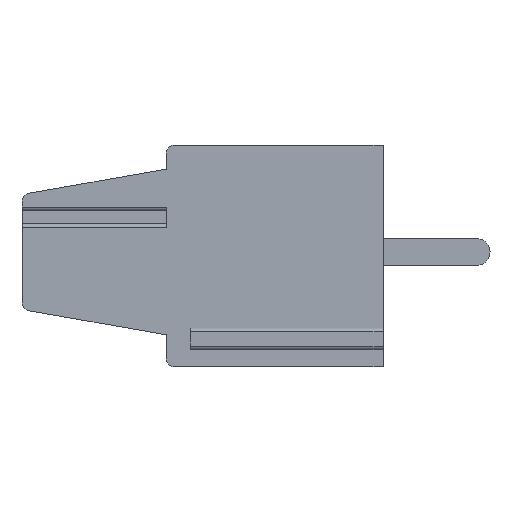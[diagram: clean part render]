
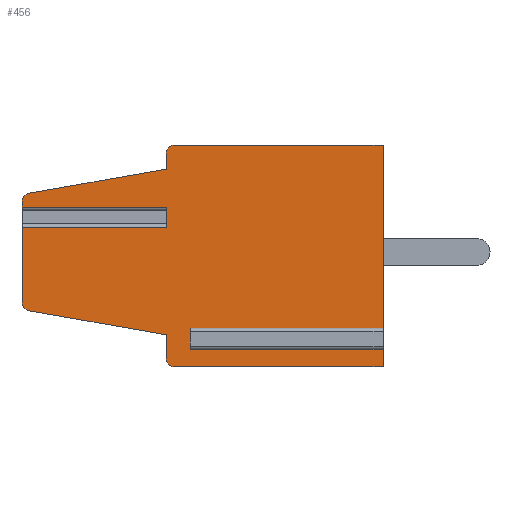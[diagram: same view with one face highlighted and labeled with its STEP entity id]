
A CAD part, left-side view. The second image highlights one B-rep face of the part: STEP entity #456.
In plain terms, the highlighted planar face has unit normal (-1, 0, 0).
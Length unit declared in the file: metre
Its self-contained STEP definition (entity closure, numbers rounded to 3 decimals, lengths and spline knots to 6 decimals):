
#456=ADVANCED_FACE('',(#928),#929,.T.);
#928=FACE_OUTER_BOUND('',#1399,.T.);
#929=PLANE('',#1400);
#1399=EDGE_LOOP('',(#2736,#2737,#2738,#2739,#2740,#2741,#2742,#2743,#2744,#2745,#2746,#2747,#2748,#2749,#2750,#2751,#2752,#2753,#2754,#2755));
#1400=AXIS2_PLACEMENT_3D('',#2756,#2757,#2758);
#2736=ORIENTED_EDGE('',*,*,#2985,.T.);
#2737=ORIENTED_EDGE('',*,*,#3118,.T.);
#2738=ORIENTED_EDGE('',*,*,#3255,.T.);
#2739=ORIENTED_EDGE('',*,*,#3150,.T.);
#2740=ORIENTED_EDGE('',*,*,#2880,.T.);
#2741=ORIENTED_EDGE('',*,*,#2900,.T.);
#2742=ORIENTED_EDGE('',*,*,#3031,.F.);
#2743=ORIENTED_EDGE('',*,*,#2932,.T.);
#2744=ORIENTED_EDGE('',*,*,#3074,.F.);
#2745=ORIENTED_EDGE('',*,*,#3301,.F.);
#2746=ORIENTED_EDGE('',*,*,#3026,.F.);
#2747=ORIENTED_EDGE('',*,*,#3269,.T.);
#2748=ORIENTED_EDGE('',*,*,#3308,.T.);
#2749=ORIENTED_EDGE('',*,*,#3214,.T.);
#2750=ORIENTED_EDGE('',*,*,#3174,.T.);
#2751=ORIENTED_EDGE('',*,*,#2823,.T.);
#2752=ORIENTED_EDGE('',*,*,#2992,.T.);
#2753=ORIENTED_EDGE('',*,*,#3251,.F.);
#2754=ORIENTED_EDGE('',*,*,#3110,.T.);
#2755=ORIENTED_EDGE('',*,*,#3325,.T.);
#2756=CARTESIAN_POINT('',(0.0,0.,-0.008525));
#2757=DIRECTION('',(-1.0,0.0,0.0));
#2758=DIRECTION('',(0.0,0.0,1.0));
#2823=EDGE_CURVE('',#3379,#3383,#3385,.T.);
#2880=EDGE_CURVE('',#3482,#3486,#3488,.T.);
#2900=EDGE_CURVE('',#3486,#3522,#3524,.T.);
#2932=EDGE_CURVE('',#3580,#3578,#3581,.T.);
#2985=EDGE_CURVE('',#3664,#3662,#3665,.T.);
#2992=EDGE_CURVE('',#3383,#3675,#3677,.T.);
#3026=EDGE_CURVE('',#3730,#3732,#3733,.T.);
#3031=EDGE_CURVE('',#3580,#3522,#3739,.T.);
#3074=EDGE_CURVE('',#3800,#3578,#3801,.T.);
#3110=EDGE_CURVE('',#3851,#3855,#3857,.T.);
#3118=EDGE_CURVE('',#3662,#3865,#3867,.T.);
#3150=EDGE_CURVE('',#3915,#3482,#3917,.T.);
#3174=EDGE_CURVE('',#3943,#3379,#3945,.T.);
#3214=EDGE_CURVE('',#4001,#3943,#4003,.T.);
#3251=EDGE_CURVE('',#3851,#3675,#4046,.T.);
#3255=EDGE_CURVE('',#3865,#3915,#4050,.T.);
#3269=EDGE_CURVE('',#3730,#4066,#4068,.T.);
#3301=EDGE_CURVE('',#3732,#3800,#4104,.T.);
#3308=EDGE_CURVE('',#4066,#4001,#4113,.T.);
#3325=EDGE_CURVE('',#3855,#3664,#4131,.T.);
#3379=VERTEX_POINT('',#4197);
#3383=VERTEX_POINT('',#4202);
#3385=CIRCLE('',#4205,0.0003);
#3482=VERTEX_POINT('',#4333);
#3486=VERTEX_POINT('',#4338);
#3488=CIRCLE('',#4341,0.0003);
#3522=VERTEX_POINT('',#4391);
#3524=LINE('',#4394,#4395);
#3578=VERTEX_POINT('',#4469);
#3580=VERTEX_POINT('',#4471);
#3581=LINE('',#4472,#4473);
#3662=VERTEX_POINT('',#4585);
#3664=VERTEX_POINT('',#4588);
#3665=LINE('',#4589,#4590);
#3675=VERTEX_POINT('',#4603);
#3677=LINE('',#4605,#4606);
#3730=VERTEX_POINT('',#4681);
#3732=VERTEX_POINT('',#4684);
#3733=LINE('',#4685,#4686);
#3739=LINE('',#4695,#4696);
#3800=VERTEX_POINT('',#4784);
#3801=LINE('',#4785,#4786);
#3851=VERTEX_POINT('',#4855);
#3855=VERTEX_POINT('',#4860);
#3857=LINE('',#4862,#4863);
#3865=VERTEX_POINT('',#4872);
#3867=CIRCLE('',#4875,0.0003);
#3915=VERTEX_POINT('',#4943);
#3917=LINE('',#4946,#4947);
#3943=VERTEX_POINT('',#4983);
#3945=LINE('',#4986,#4987);
#4001=VERTEX_POINT('',#5065);
#4003=LINE('',#5068,#5069);
#4046=LINE('',#5132,#5133);
#4050=LINE('',#5138,#5139);
#4066=VERTEX_POINT('',#5163);
#4068=LINE('',#5166,#5167);
#4104=LINE('',#5218,#5219);
#4113=CIRCLE('',#5231,0.0003);
#4131=LINE('',#5253,#5254);
#4197=CARTESIAN_POINT('',(0.0,0.013252,-0.001806));
#4202=CARTESIAN_POINT('',(0.0,0.0135,-0.002102));
#4205=AXIS2_PLACEMENT_3D('',#5301,#5302,#5303);
#4333=CARTESIAN_POINT('',(0.0,0.0081,-0.008));
#4338=CARTESIAN_POINT('',(0.0,0.0078,-0.0083));
#4341=AXIS2_PLACEMENT_3D('',#5376,#5377,#5378);
#4391=CARTESIAN_POINT('',(0.0,0.,-0.0083));
#4394=CARTESIAN_POINT('',(0.0,0.,-0.0083));
#4395=VECTOR('',#5396,1.0);
#4469=CARTESIAN_POINT('',(0.,0.0072,-0.00758));
#4471=CARTESIAN_POINT('',(0.0,0.,-0.00758));
#4472=CARTESIAN_POINT('',(0.,0.,-0.00758));
#4473=VECTOR('',#5432,1.0);
#4585=CARTESIAN_POINT('',(0.0,0.0135,-0.005898));
#4588=CARTESIAN_POINT('',(0.,0.0135,-0.00308));
#4589=CARTESIAN_POINT('',(0.0,0.0135,-0.00615));
#4590=VECTOR('',#5492,1.0);
#4603=CARTESIAN_POINT('',(0.,0.0135,-0.00232));
#4605=CARTESIAN_POINT('',(0.0,0.0135,-0.00615));
#4606=VECTOR('',#5505,1.0);
#4681=CARTESIAN_POINT('',(0.0,0.0,0.0));
#4684=CARTESIAN_POINT('',(0.0,0.,-0.00692));
#4685=CARTESIAN_POINT('',(0.0,0.0,0.0));
#4686=VECTOR('',#5547,1.0);
#4695=CARTESIAN_POINT('',(0.0,0.0,0.0));
#4696=VECTOR('',#5554,1.0);
#4784=CARTESIAN_POINT('',(0.,0.0072,-0.00692));
#4785=CARTESIAN_POINT('',(0.,0.0072,-0.00758));
#4786=VECTOR('',#5597,1.0);
#4855=CARTESIAN_POINT('',(0.,0.0081,-0.00232));
#4860=CARTESIAN_POINT('',(0.,0.0081,-0.00308));
#4862=CARTESIAN_POINT('',(0.,0.0081,-0.00308));
#4863=VECTOR('',#5642,1.0);
#4872=CARTESIAN_POINT('',(0.0,0.013252,-0.006194));
#4875=AXIS2_PLACEMENT_3D('',#5651,#5652,#5653);
#4943=CARTESIAN_POINT('',(0.0,0.0081,-0.0071));
#4946=CARTESIAN_POINT('',(0.0,0.0081,-0.0083));
#4947=VECTOR('',#5681,1.0);
#4983=CARTESIAN_POINT('',(0.0,0.0081,-0.0009));
#4986=CARTESIAN_POINT('',(0.0,0.001544,0.000253));
#4987=VECTOR('',#5699,1.0);
#5065=CARTESIAN_POINT('',(0.0,0.0081,-0.0003));
#5068=CARTESIAN_POINT('',(0.0,0.0081,-0.0009));
#5069=VECTOR('',#5735,1.0);
#5132=CARTESIAN_POINT('',(0.,0.0083,-0.00232));
#5133=VECTOR('',#5762,1.0);
#5138=CARTESIAN_POINT('',(0.0,0.0081,-0.0071));
#5139=VECTOR('',#5764,1.0);
#5163=CARTESIAN_POINT('',(0.0,0.0078,0.));
#5166=CARTESIAN_POINT('',(0.0,0.0081,0.));
#5167=VECTOR('',#5774,1.0);
#5218=CARTESIAN_POINT('',(0.,0.,-0.00692));
#5219=VECTOR('',#5793,1.0);
#5231=AXIS2_PLACEMENT_3D('',#5797,#5798,#5799);
#5253=CARTESIAN_POINT('',(0.,0.0083,-0.00308));
#5254=VECTOR('',#5813,1.0);
#5301=CARTESIAN_POINT('',(0.0,0.0132,-0.002102));
#5302=DIRECTION('',(-1.0,0.0,0.0));
#5303=DIRECTION('',(0.0,0.,1.0));
#5376=CARTESIAN_POINT('',(0.0,0.0078,-0.008));
#5377=DIRECTION('',(-1.0,0.0,0.0));
#5378=DIRECTION('',(0.0,0.,1.0));
#5396=DIRECTION('',(0.0,-1.0,0.));
#5432=DIRECTION('',(0.0,1.0,0.));
#5492=DIRECTION('',(0.0,0.,-1.0));
#5505=DIRECTION('',(0.0,0.,-1.0));
#5547=DIRECTION('',(0.0,0.,-1.0));
#5554=DIRECTION('',(0.0,0.,-1.0));
#5597=DIRECTION('',(0.,0.,-1.0));
#5642=DIRECTION('',(0.,0.,-1.0));
#5651=CARTESIAN_POINT('',(0.0,0.0132,-0.005898));
#5652=DIRECTION('',(-1.0,0.0,0.0));
#5653=DIRECTION('',(0.0,0.,1.0));
#5681=DIRECTION('',(0.0,0.,-1.0));
#5699=DIRECTION('',(0.0,0.985,-0.173));
#5735=DIRECTION('',(0.0,0.,-1.0));
#5762=DIRECTION('',(0.0,1.0,0.));
#5764=DIRECTION('',(0.0,-0.985,-0.173));
#5774=DIRECTION('',(0.0,1.0,0.));
#5793=DIRECTION('',(0.0,1.0,0.));
#5797=CARTESIAN_POINT('',(0.0,0.0078,-0.0003));
#5798=DIRECTION('',(-1.0,0.0,0.0));
#5799=DIRECTION('',(0.0,0.,1.0));
#5813=DIRECTION('',(0.0,1.0,0.));
